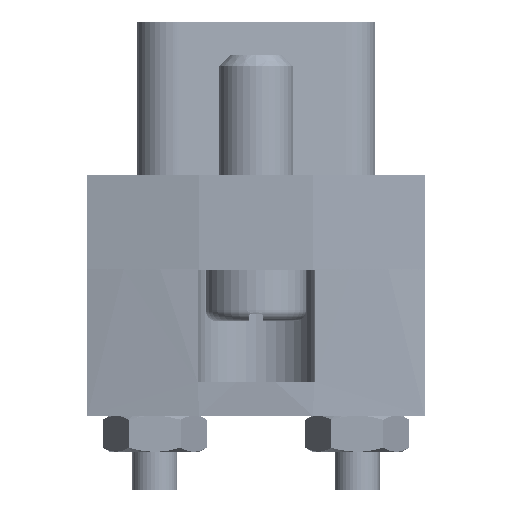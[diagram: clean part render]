
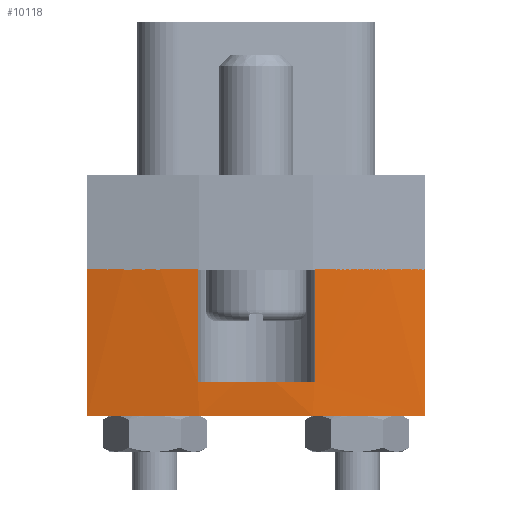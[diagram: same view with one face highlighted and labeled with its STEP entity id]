
A CAD part, left-side view. The second image highlights one B-rep face of the part: STEP entity #10118.
In plain terms, the highlighted cylindrical face has radius 33 mm (diameter 66 mm), a partial arc.
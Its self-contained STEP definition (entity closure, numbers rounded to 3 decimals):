
#456 = ORIENTED_EDGE ( 'NONE', *, *, #20910, .T. ) ;
#571 = CARTESIAN_POINT ( 'NONE',  ( 0., 0., 0. ) ) ;
#948 = DIRECTION ( 'NONE',  ( 0., 0., 1. ) ) ;
#991 = DIRECTION ( 'NONE',  ( 0., 0., 1. ) ) ;
#1231 = CIRCLE ( 'NONE', #3538, 33. ) ;
#1871 = VERTEX_POINT ( 'NONE', #7816 ) ;
#1976 = DIRECTION ( 'NONE',  ( 0., 0., -1. ) ) ;
#2078 = EDGE_CURVE ( 'NONE', #14814, #11408, #11805, .T. ) ;
#2579 = DIRECTION ( 'NONE',  ( 1., 0., 0. ) ) ;
#2681 = DIRECTION ( 'NONE',  ( 0., 0., -1. ) ) ;
#3035 = ORIENTED_EDGE ( 'NONE', *, *, #4931, .F. ) ;
#3538 = AXIS2_PLACEMENT_3D ( 'NONE', #10324, #24246, #12320 ) ;
#3637 = CARTESIAN_POINT ( 'NONE',  ( -32.897, 2.6, 0. ) ) ;
#3701 = CARTESIAN_POINT ( 'NONE',  ( -32.897, -2.6, 0. ) ) ;
#4423 = ORIENTED_EDGE ( 'NONE', *, *, #23019, .F. ) ;
#4482 = AXIS2_PLACEMENT_3D ( 'NONE', #13908, #1976, #15934 ) ;
#4769 = CARTESIAN_POINT ( 'NONE',  ( 0., 0., -6.5 ) ) ;
#4931 = EDGE_CURVE ( 'NONE', #11883, #14814, #15755, .T. ) ;
#5278 = ORIENTED_EDGE ( 'NONE', *, *, #12583, .F. ) ;
#5589 = ORIENTED_EDGE ( 'NONE', *, *, #2078, .F. ) ;
#6124 = CARTESIAN_POINT ( 'NONE',  ( -32.897, -2.6, -6.5 ) ) ;
#6874 = AXIS2_PLACEMENT_3D ( 'NONE', #12944, #991, #14964 ) ;
#7454 = VERTEX_POINT ( 'NONE', #15783 ) ;
#7803 = EDGE_CURVE ( 'NONE', #24079, #7454, #9748, .T. ) ;
#7816 = CARTESIAN_POINT ( 'NONE',  ( -32.897, 2.6, -5. ) ) ;
#8727 = VERTEX_POINT ( 'NONE', #3701 ) ;
#8939 = EDGE_CURVE ( 'NONE', #11883, #24079, #14019, .T. ) ;
#9633 = LINE ( 'NONE', #6124, #19582 ) ;
#9748 = LINE ( 'NONE', #12903, #24394 ) ;
#9843 = VECTOR ( 'NONE', #22873, 1000. ) ;
#10118 = ADVANCED_FACE ( 'NONE', ( #14244 ), #18891, .T. ) ;
#10324 = CARTESIAN_POINT ( 'NONE',  ( 0., 0., 0. ) ) ;
#11408 = VERTEX_POINT ( 'NONE', #3637 ) ;
#11805 = CIRCLE ( 'NONE', #13950, 33. ) ;
#11883 = VERTEX_POINT ( 'NONE', #17644 ) ;
#12054 = DIRECTION ( 'NONE',  ( 0., 0., 1. ) ) ;
#12127 = VECTOR ( 'NONE', #2681, 1000. ) ;
#12320 = DIRECTION ( 'NONE',  ( 1., 0., 0. ) ) ;
#12583 = EDGE_CURVE ( 'NONE', #13691, #8727, #9633, .T. ) ;
#12903 = CARTESIAN_POINT ( 'NONE',  ( -32.136, -7.5, -6.5 ) ) ;
#12944 = CARTESIAN_POINT ( 'NONE',  ( 0., 0., -6.5 ) ) ;
#13691 = VERTEX_POINT ( 'NONE', #21600 ) ;
#13838 = CIRCLE ( 'NONE', #4482, 33. ) ;
#13908 = CARTESIAN_POINT ( 'NONE',  ( 0., 0., -5. ) ) ;
#13950 = AXIS2_PLACEMENT_3D ( 'NONE', #571, #14537, #2579 ) ;
#14019 = CIRCLE ( 'NONE', #6874, 33. ) ;
#14244 = FACE_OUTER_BOUND ( 'NONE', #17204, .T. ) ;
#14537 = DIRECTION ( 'NONE',  ( 0., 0., 1. ) ) ;
#14652 = CARTESIAN_POINT ( 'NONE',  ( -32.897, 2.6, -6.5 ) ) ;
#14814 = VERTEX_POINT ( 'NONE', #25568 ) ;
#14964 = DIRECTION ( 'NONE',  ( 1., 0., 0. ) ) ;
#15755 = LINE ( 'NONE', #16860, #9843 ) ;
#15783 = CARTESIAN_POINT ( 'NONE',  ( -32.136, -7.5, 0. ) ) ;
#15934 = DIRECTION ( 'NONE',  ( 1., 0., 0. ) ) ;
#16401 = AXIS2_PLACEMENT_3D ( 'NONE', #4769, #22639, #18719 ) ;
#16860 = CARTESIAN_POINT ( 'NONE',  ( -32.136, 7.5, -6.5 ) ) ;
#17009 = ORIENTED_EDGE ( 'NONE', *, *, #7803, .T. ) ;
#17101 = ORIENTED_EDGE ( 'NONE', *, *, #23771, .F. ) ;
#17204 = EDGE_LOOP ( 'NONE', ( #5278, #456, #17101, #5589, #3035, #18007, #17009, #4423 ) ) ;
#17644 = CARTESIAN_POINT ( 'NONE',  ( -32.136, 7.5, -6.5 ) ) ;
#18007 = ORIENTED_EDGE ( 'NONE', *, *, #8939, .T. ) ;
#18719 = DIRECTION ( 'NONE',  ( 1., 0., 0. ) ) ;
#18891 = CYLINDRICAL_SURFACE ( 'NONE', #16401, 33. ) ;
#19567 = CARTESIAN_POINT ( 'NONE',  ( -32.136, -7.5, -6.5 ) ) ;
#19582 = VECTOR ( 'NONE', #12054, 1000. ) ;
#20910 = EDGE_CURVE ( 'NONE', #13691, #1871, #13838, .T. ) ;
#21600 = CARTESIAN_POINT ( 'NONE',  ( -32.897, -2.6, -5. ) ) ;
#22639 = DIRECTION ( 'NONE',  ( 0., 0., 1. ) ) ;
#22873 = DIRECTION ( 'NONE',  ( 0., 0., 1. ) ) ;
#23019 = EDGE_CURVE ( 'NONE', #8727, #7454, #1231, .T. ) ;
#23771 = EDGE_CURVE ( 'NONE', #11408, #1871, #24910, .T. ) ;
#24079 = VERTEX_POINT ( 'NONE', #19567 ) ;
#24246 = DIRECTION ( 'NONE',  ( 0., 0., 1. ) ) ;
#24394 = VECTOR ( 'NONE', #948, 1000. ) ;
#24910 = LINE ( 'NONE', #14652, #12127 ) ;
#25568 = CARTESIAN_POINT ( 'NONE',  ( -32.136, 7.5, 0. ) ) ;
